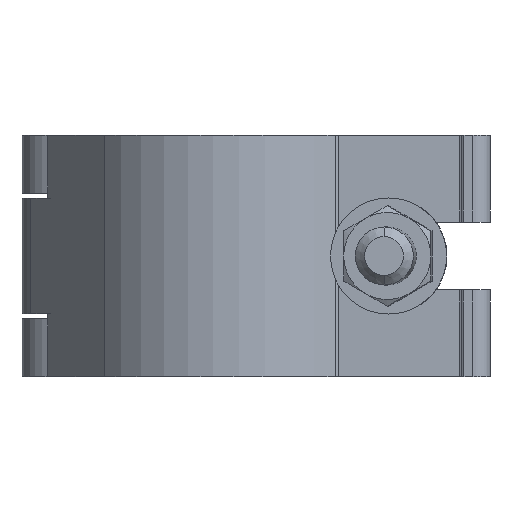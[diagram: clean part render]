
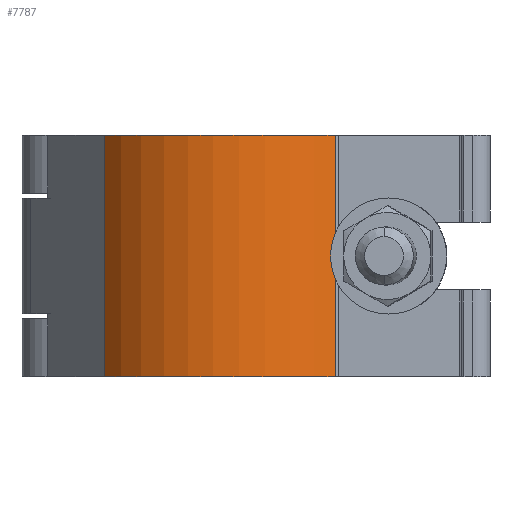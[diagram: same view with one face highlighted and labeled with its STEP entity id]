
A CAD part, front view. The second image highlights one B-rep face of the part: STEP entity #7787.
In plain terms, the highlighted cylindrical face has radius 33.1 mm (diameter 66.2 mm), a partial arc.
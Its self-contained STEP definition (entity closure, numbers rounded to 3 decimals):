
#195 = LINE ( 'NONE', #9932, #13902 ) ;
#525 = AXIS2_PLACEMENT_3D ( 'NONE', #4118, #10813, #12881 ) ;
#682 = DIRECTION ( 'NONE',  ( 1., 0., 0. ) ) ;
#1239 = VERTEX_POINT ( 'NONE', #14112 ) ;
#1494 = DIRECTION ( 'NONE',  ( -1., 0., 0. ) ) ;
#1900 = CYLINDRICAL_SURFACE ( 'NONE', #525, 33.1 ) ;
#2537 = EDGE_CURVE ( 'NONE', #12500, #13748, #9559, .T. ) ;
#2577 = DIRECTION ( 'NONE',  ( 1., 0., 0. ) ) ;
#2998 = EDGE_CURVE ( 'NONE', #5390, #12500, #6370, .T. ) ;
#3051 = VECTOR ( 'NONE', #1494, 1000. ) ;
#3314 = AXIS2_PLACEMENT_3D ( 'NONE', #11691, #682, #12866 ) ;
#4118 = CARTESIAN_POINT ( 'NONE',  ( 24.95, 6.327, -34.525 ) ) ;
#5390 = VERTEX_POINT ( 'NONE', #10441 ) ;
#5740 = ORIENTED_EDGE ( 'NONE', *, *, #7441, .F. ) ;
#6370 = LINE ( 'NONE', #11586, #3051 ) ;
#6482 = ORIENTED_EDGE ( 'NONE', *, *, #2537, .T. ) ;
#6566 = AXIS2_PLACEMENT_3D ( 'NONE', #11450, #2577, #7387 ) ;
#6956 = CARTESIAN_POINT ( 'NONE',  ( -24.95, 26.415, -8.218 ) ) ;
#7387 = DIRECTION ( 'NONE',  ( 0., 0., -1. ) ) ;
#7417 = CIRCLE ( 'NONE', #3314, 33.1 ) ;
#7441 = EDGE_CURVE ( 'NONE', #1239, #13748, #195, .T. ) ;
#7787 = ADVANCED_FACE ( 'NONE', ( #13361 ), #1900, .T. ) ;
#9429 = ORIENTED_EDGE ( 'NONE', *, *, #9644, .F. ) ;
#9559 = CIRCLE ( 'NONE', #6566, 33.1 ) ;
#9644 = EDGE_CURVE ( 'NONE', #5390, #1239, #7417, .T. ) ;
#9932 = CARTESIAN_POINT ( 'NONE',  ( 24.95, 26.415, -8.218 ) ) ;
#10060 = EDGE_LOOP ( 'NONE', ( #6482, #5740, #9429, #13248 ) ) ;
#10441 = CARTESIAN_POINT ( 'NONE',  ( 24.95, 31.477, -56.044 ) ) ;
#10813 = DIRECTION ( 'NONE',  ( -1., 0., 0. ) ) ;
#11450 = CARTESIAN_POINT ( 'NONE',  ( -24.95, 6.327, -34.525 ) ) ;
#11586 = CARTESIAN_POINT ( 'NONE',  ( 24.95, 31.477, -56.044 ) ) ;
#11691 = CARTESIAN_POINT ( 'NONE',  ( 24.95, 6.327, -34.525 ) ) ;
#12154 = CARTESIAN_POINT ( 'NONE',  ( -24.95, 31.477, -56.044 ) ) ;
#12201 = DIRECTION ( 'NONE',  ( -1., 0., 0. ) ) ;
#12500 = VERTEX_POINT ( 'NONE', #12154 ) ;
#12866 = DIRECTION ( 'NONE',  ( 0., 0., -1. ) ) ;
#12881 = DIRECTION ( 'NONE',  ( 0., 0., 1. ) ) ;
#13248 = ORIENTED_EDGE ( 'NONE', *, *, #2998, .T. ) ;
#13361 = FACE_OUTER_BOUND ( 'NONE', #10060, .T. ) ;
#13748 = VERTEX_POINT ( 'NONE', #6956 ) ;
#13902 = VECTOR ( 'NONE', #12201, 1000. ) ;
#14112 = CARTESIAN_POINT ( 'NONE',  ( 24.95, 26.415, -8.218 ) ) ;
